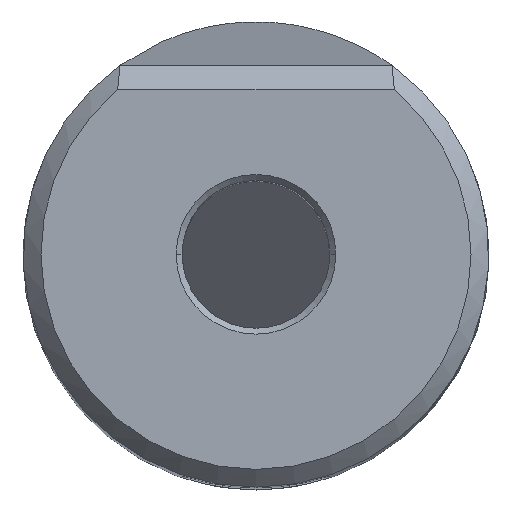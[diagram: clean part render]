
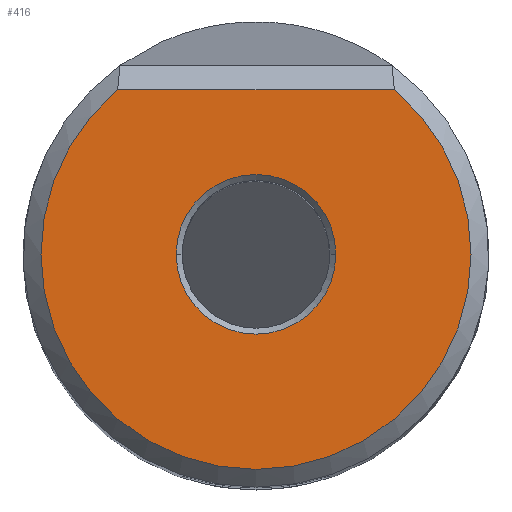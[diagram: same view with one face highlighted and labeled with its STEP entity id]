
A CAD part, top view. The second image highlights one B-rep face of the part: STEP entity #416.
In plain terms, the highlighted planar face has unit normal (0, 0, 1).
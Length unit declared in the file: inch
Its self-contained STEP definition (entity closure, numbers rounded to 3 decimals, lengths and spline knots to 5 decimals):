
#15 = ORIENTED_EDGE ( 'NONE', *, *, #661, .T. ) ;
#16 = DIRECTION ( 'NONE',  ( -1., 0., 0. ) ) ;
#25 = CARTESIAN_POINT ( 'NONE',  ( 0., 0., 0. ) ) ;
#99 = ORIENTED_EDGE ( 'NONE', *, *, #243, .T. ) ;
#104 = VECTOR ( 'NONE', #16, 39.37008 ) ;
#129 = VERTEX_POINT ( 'NONE', #592 ) ;
#195 = VERTEX_POINT ( 'NONE', #604 ) ;
#205 = DIRECTION ( 'NONE',  ( 0., -1., 0. ) ) ;
#228 = DIRECTION ( 'NONE',  ( 0., 0., -1. ) ) ;
#243 = EDGE_CURVE ( 'NONE', #195, #378, #414, .T. ) ;
#246 = DIRECTION ( 'NONE',  ( 0., -1., 0. ) ) ;
#258 = CIRCLE ( 'NONE', #542, 0.3637 ) ;
#264 = CARTESIAN_POINT ( 'NONE',  ( 0., 0.27842, 0. ) ) ;
#273 = LINE ( 'NONE', #264, #104 ) ;
#301 = CARTESIAN_POINT ( 'NONE',  ( -0.23401, 0.27842, 0. ) ) ;
#303 = AXIS2_PLACEMENT_3D ( 'NONE', #25, #639, #205 ) ;
#322 = FACE_OUTER_BOUND ( 'NONE', #649, .T. ) ;
#326 = DIRECTION ( 'NONE',  ( 0., 0., 1. ) ) ;
#343 = CARTESIAN_POINT ( 'NONE',  ( -0.135, 0., 0. ) ) ;
#378 = VERTEX_POINT ( 'NONE', #343 ) ;
#382 = CARTESIAN_POINT ( 'NONE',  ( 0., 0., 0. ) ) ;
#394 = EDGE_LOOP ( 'NONE', ( #99, #775 ) ) ;
#395 = EDGE_CURVE ( 'NONE', #129, #746, #273, .T. ) ;
#414 = CIRCLE ( 'NONE', #440, 0.135 ) ;
#415 = CIRCLE ( 'NONE', #655, 0.135 ) ;
#416 = ADVANCED_FACE ( 'NONE', ( #628, #322 ), #758, .T. ) ;
#440 = AXIS2_PLACEMENT_3D ( 'NONE', #448, #624, #246 ) ;
#448 = CARTESIAN_POINT ( 'NONE',  ( 0., 0., 0. ) ) ;
#453 = ORIENTED_EDGE ( 'NONE', *, *, #395, .T. ) ;
#477 = DIRECTION ( 'NONE',  ( 0., -1., 0. ) ) ;
#542 = AXIS2_PLACEMENT_3D ( 'NONE', #382, #326, #637 ) ;
#592 = CARTESIAN_POINT ( 'NONE',  ( 0.23401, 0.27842, 0. ) ) ;
#604 = CARTESIAN_POINT ( 'NONE',  ( 0.135, 0., 0. ) ) ;
#624 = DIRECTION ( 'NONE',  ( 0., 0., -1. ) ) ;
#628 = FACE_BOUND ( 'NONE', #394, .T. ) ;
#637 = DIRECTION ( 'NONE',  ( 0., -1., 0. ) ) ;
#639 = DIRECTION ( 'NONE',  ( 0., 0., 1. ) ) ;
#649 = EDGE_LOOP ( 'NONE', ( #15, #453 ) ) ;
#655 = AXIS2_PLACEMENT_3D ( 'NONE', #790, #228, #477 ) ;
#661 = EDGE_CURVE ( 'NONE', #746, #129, #258, .T. ) ;
#746 = VERTEX_POINT ( 'NONE', #301 ) ;
#758 = PLANE ( 'NONE',  #303 ) ;
#769 = EDGE_CURVE ( 'NONE', #378, #195, #415, .T. ) ;
#775 = ORIENTED_EDGE ( 'NONE', *, *, #769, .T. ) ;
#790 = CARTESIAN_POINT ( 'NONE',  ( 0., 0., 0. ) ) ;
